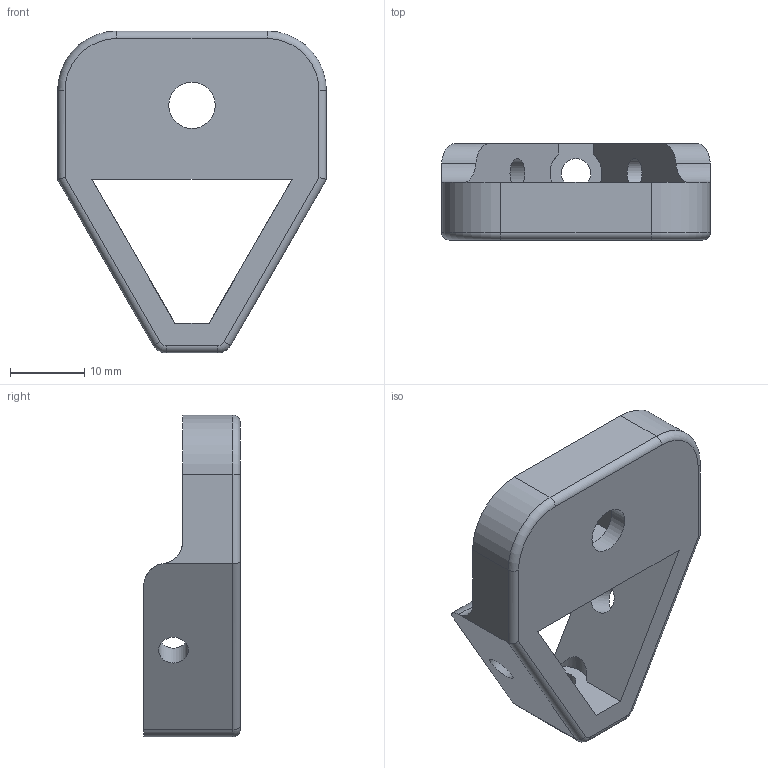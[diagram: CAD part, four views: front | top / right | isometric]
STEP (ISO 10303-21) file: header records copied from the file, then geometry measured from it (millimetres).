
FILE_DESCRIPTION(/* description */ ('Unknown'),/* implementation_level */ '2;1');
FILE_NAME(/* name */ 'Needle Carriage Mount',/* time_stamp */ '2019-06-12T12:50:50-06:00',/* author */ ('Unknown'),/* organization */ ('Unknown'),/* preprocessor_version */ 'ST-DEVELOPER v16.7',/* originating_system */ 'DEX',/* authorisation */ $);
FILE_SCHEMA (('AUTOMOTIVE_DESIGN {1 0 10303 214 3 1 1}'));
Length unit declared in the file: millimetre
Products named in the file (1): Needle Carriage Mount
Bounding box: 36.23 x 13 x 43.38 mm (x, y, z)
Volume: 7836.8 mm3; surface area: 4221.8 mm2
Topology: 1 solids, 1 shells, 42 faces, 111 edges, 71 vertices
Faces by surface type: cylinder 20, plane 18, torus 4
Full cylindrical faces by diameter (mm): 4 x3, 6.25 x1
Entity records: 1616 total; most frequent: DIRECTION 236, CARTESIAN_POINT 219, ORIENTED_EDGE 212, EDGE_CURVE 106, AXIS2_PLACEMENT_3D 87, VERTEX_POINT 70, LINE 62, VECTOR 62
